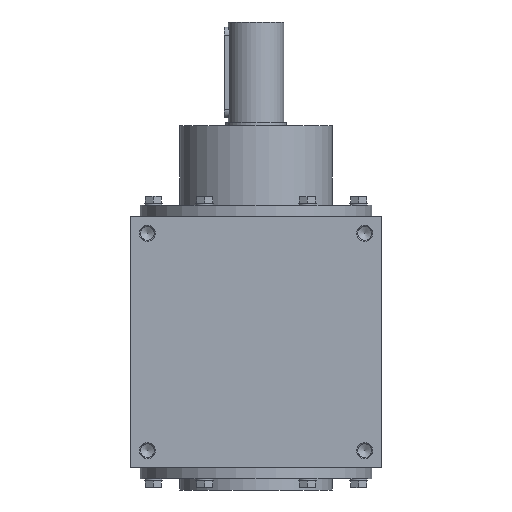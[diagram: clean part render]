
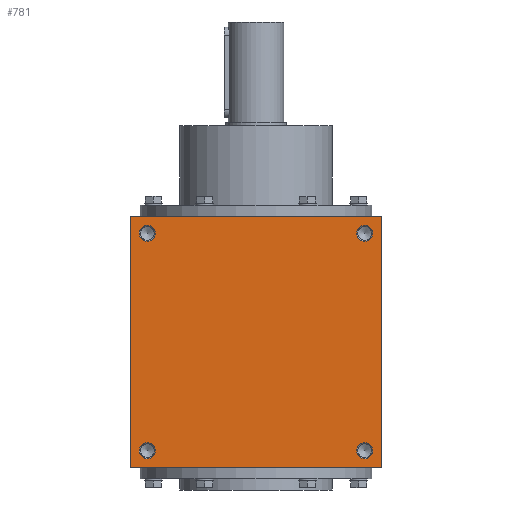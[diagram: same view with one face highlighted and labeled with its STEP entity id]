
A CAD part, left-side view. The second image highlights one B-rep face of the part: STEP entity #781.
In plain terms, the highlighted face is planar.
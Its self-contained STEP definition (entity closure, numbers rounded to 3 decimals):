
#781 = ADVANCED_FACE( '', ( #1556, #1557, #1558, #1559, #1560 ), #1561, .F. );
#1556 = FACE_BOUND( '', #2289, .T. );
#1557 = FACE_BOUND( '', #2290, .T. );
#1558 = FACE_BOUND( '', #2291, .T. );
#1559 = FACE_BOUND( '', #2292, .T. );
#1560 = FACE_OUTER_BOUND( '', #2293, .T. );
#1561 = PLANE( '', #2294 );
#2289 = EDGE_LOOP( '', ( #3626 ) );
#2290 = EDGE_LOOP( '', ( #3627 ) );
#2291 = EDGE_LOOP( '', ( #3628 ) );
#2292 = EDGE_LOOP( '', ( #3629 ) );
#2293 = EDGE_LOOP( '', ( #3630, #3631, #3632, #3633 ) );
#2294 = AXIS2_PLACEMENT_3D( '', #3634, #3635, #3636 );
#3626 = ORIENTED_EDGE( '', *, *, #4301, .F. );
#3627 = ORIENTED_EDGE( '', *, *, #4235, .T. );
#3628 = ORIENTED_EDGE( '', *, *, #3802, .F. );
#3629 = ORIENTED_EDGE( '', *, *, #4302, .T. );
#3630 = ORIENTED_EDGE( '', *, *, #3960, .F. );
#3631 = ORIENTED_EDGE( '', *, *, #3918, .F. );
#3632 = ORIENTED_EDGE( '', *, *, #3810, .F. );
#3633 = ORIENTED_EDGE( '', *, *, #4293, .F. );
#3634 = CARTESIAN_POINT( '', ( 0., 0., -125. ) );
#3635 = DIRECTION( '', ( 0., 0., 1. ) );
#3636 = DIRECTION( '', ( 1., 0., 0. ) );
#3802 = EDGE_CURVE( '', #4341, #4341, #4342, .T. );
#3810 = EDGE_CURVE( '', #4356, #4357, #4358, .T. );
#3918 = EDGE_CURVE( '', #4357, #4536, #4537, .T. );
#3960 = EDGE_CURVE( '', #4536, #4602, #4603, .T. );
#4235 = EDGE_CURVE( '', #4990, #4990, #4991, .T. );
#4293 = EDGE_CURVE( '', #4602, #4356, #5046, .T. );
#4301 = EDGE_CURVE( '', #5053, #5053, #5054, .T. );
#4302 = EDGE_CURVE( '', #5055, #5055, #5056, .T. );
#4341 = VERTEX_POINT( '', #5096 );
#4342 = CIRCLE( '', #5097, 8. );
#4356 = VERTEX_POINT( '', #5111 );
#4357 = VERTEX_POINT( '', #5112 );
#4358 = LINE( '', #5113, #5114 );
#4536 = VERTEX_POINT( '', #5377 );
#4537 = LINE( '', #5378, #5379 );
#4602 = VERTEX_POINT( '', #5472 );
#4603 = LINE( '', #5473, #5474 );
#4990 = VERTEX_POINT( '', #6024 );
#4991 = CIRCLE( '', #6025, 8. );
#5046 = LINE( '', #6086, #6087 );
#5053 = VERTEX_POINT( '', #6094 );
#5054 = CIRCLE( '', #6095, 8. );
#5055 = VERTEX_POINT( '', #6096 );
#5056 = CIRCLE( '', #6097, 8. );
#5096 = CARTESIAN_POINT( '', ( -116., -108., -125. ) );
#5097 = AXIS2_PLACEMENT_3D( '', #6140, #6141, #6142 );
#5111 = CARTESIAN_POINT( '', ( 125., -125., -125. ) );
#5112 = CARTESIAN_POINT( '', ( 125., 125., -125. ) );
#5113 = CARTESIAN_POINT( '', ( 125., -125., -125. ) );
#5114 = VECTOR( '', #6161, 1000. );
#5377 = CARTESIAN_POINT( '', ( -125., 125., -125. ) );
#5378 = CARTESIAN_POINT( '', ( 125., 125., -125. ) );
#5379 = VECTOR( '', #6333, 1000. );
#5472 = CARTESIAN_POINT( '', ( -125., -125., -125. ) );
#5473 = CARTESIAN_POINT( '', ( -125., 125., -125. ) );
#5474 = VECTOR( '', #6393, 1000. );
#6024 = CARTESIAN_POINT( '', ( 116., 108., -125. ) );
#6025 = AXIS2_PLACEMENT_3D( '', #6824, #6825, #6826 );
#6086 = CARTESIAN_POINT( '', ( -125., -125., -125. ) );
#6087 = VECTOR( '', #6873, 1000. );
#6094 = CARTESIAN_POINT( '', ( -116., 108., -125. ) );
#6095 = AXIS2_PLACEMENT_3D( '', #6877, #6878, #6879 );
#6096 = CARTESIAN_POINT( '', ( 116., -108., -125. ) );
#6097 = AXIS2_PLACEMENT_3D( '', #6880, #6881, #6882 );
#6140 = CARTESIAN_POINT( '', ( -108., -108., -125. ) );
#6141 = DIRECTION( '', ( 0., 0., -1. ) );
#6142 = DIRECTION( '', ( -1., 0., 0. ) );
#6161 = DIRECTION( '', ( 0., 1., 0. ) );
#6333 = DIRECTION( '', ( -1., 0., 0. ) );
#6393 = DIRECTION( '', ( 0., -1., 0. ) );
#6824 = CARTESIAN_POINT( '', ( 108., 108., -125. ) );
#6825 = DIRECTION( '', ( 0., 0., 1. ) );
#6826 = DIRECTION( '', ( 1., 0., 0. ) );
#6873 = DIRECTION( '', ( 1., 0., 0. ) );
#6877 = CARTESIAN_POINT( '', ( -108., 108., -125. ) );
#6878 = DIRECTION( '', ( 0., 0., -1. ) );
#6879 = DIRECTION( '', ( -1., 0., 0. ) );
#6880 = CARTESIAN_POINT( '', ( 108., -108., -125. ) );
#6881 = DIRECTION( '', ( 0., 0., 1. ) );
#6882 = DIRECTION( '', ( 1., 0., 0. ) );
